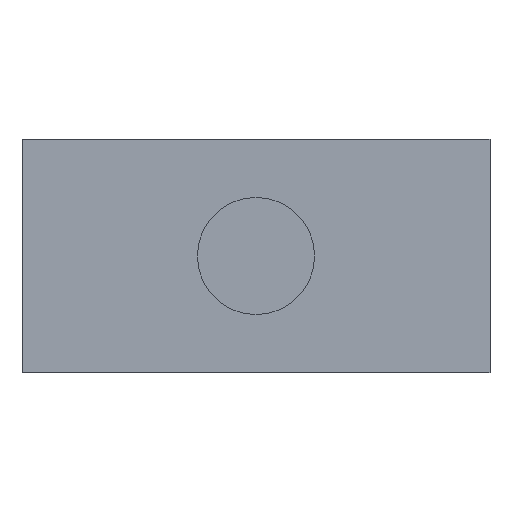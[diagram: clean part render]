
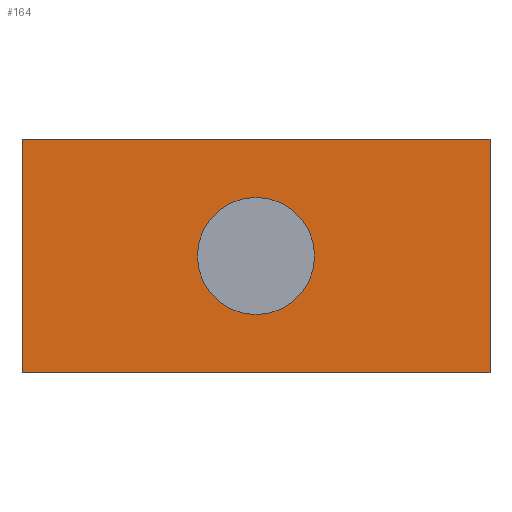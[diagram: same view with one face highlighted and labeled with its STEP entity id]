
A CAD part, front view. The second image highlights one B-rep face of the part: STEP entity #164.
In plain terms, the highlighted planar face has unit normal (0, -1, 0).
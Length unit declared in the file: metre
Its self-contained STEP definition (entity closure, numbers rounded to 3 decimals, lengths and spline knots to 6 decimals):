
#16 = CIRCLE ( 'NONE', #282, 0.005 ) ;
#21 = AXIS2_PLACEMENT_3D ( 'NONE', #48, #276, #69 ) ;
#34 = EDGE_LOOP ( 'NONE', ( #265, #238 ) ) ;
#41 = CARTESIAN_POINT ( 'NONE',  ( 0., -0.16, 0.005 ) ) ;
#47 = VECTOR ( 'NONE', #314, 1. ) ;
#48 = CARTESIAN_POINT ( 'NONE',  ( -0.02, -0.16, 0.02 ) ) ;
#50 = FACE_OUTER_BOUND ( 'NONE', #247, .T. ) ;
#55 = VECTOR ( 'NONE', #92, 1. ) ;
#56 = CARTESIAN_POINT ( 'NONE',  ( -0.02, -0.16, 0. ) ) ;
#62 = DIRECTION ( 'NONE',  ( 0., -1., 0. ) ) ;
#69 = DIRECTION ( 'NONE',  ( 0., 0., 1. ) ) ;
#71 = EDGE_CURVE ( 'NONE', #154, #125, #16, .T. ) ;
#87 = CARTESIAN_POINT ( 'NONE',  ( -0.02, -0.16, 0.02 ) ) ;
#92 = DIRECTION ( 'NONE',  ( 1., 0., 0. ) ) ;
#95 = EDGE_CURVE ( 'NONE', #389, #126, #180, .T. ) ;
#102 = EDGE_CURVE ( 'NONE', #369, #389, #236, .T. ) ;
#110 = EDGE_CURVE ( 'NONE', #125, #154, #255, .T. ) ;
#116 = CARTESIAN_POINT ( 'NONE',  ( -0.02, -0.16, 0.02 ) ) ;
#120 = DIRECTION ( 'NONE',  ( 0., 0., -1. ) ) ;
#124 = VECTOR ( 'NONE', #120, 1. ) ;
#125 = VERTEX_POINT ( 'NONE', #253 ) ;
#126 = VERTEX_POINT ( 'NONE', #190 ) ;
#153 = DIRECTION ( 'NONE',  ( 0., 0., -1. ) ) ;
#154 = VERTEX_POINT ( 'NONE', #41 ) ;
#156 = ORIENTED_EDGE ( 'NONE', *, *, #95, .F. ) ;
#161 = FACE_BOUND ( 'NONE', #34, .T. ) ;
#164 = ADVANCED_FACE ( 'NONE', ( #161, #50 ), #198, .F. ) ;
#180 = LINE ( 'NONE', #292, #124 ) ;
#182 = DIRECTION ( 'NONE',  ( 0., 0., -1. ) ) ;
#184 = CARTESIAN_POINT ( 'NONE',  ( 0., -0.16, 0.01 ) ) ;
#190 = CARTESIAN_POINT ( 'NONE',  ( 0.02, -0.16, 0. ) ) ;
#198 = PLANE ( 'NONE',  #21 ) ;
#209 = ORIENTED_EDGE ( 'NONE', *, *, #231, .T. ) ;
#231 = EDGE_CURVE ( 'NONE', #369, #343, #355, .T. ) ;
#233 = CARTESIAN_POINT ( 'NONE',  ( 0.02, -0.16, 0.02 ) ) ;
#236 = LINE ( 'NONE', #358, #55 ) ;
#238 = ORIENTED_EDGE ( 'NONE', *, *, #71, .F. ) ;
#247 = EDGE_LOOP ( 'NONE', ( #264, #156, #337, #209 ) ) ;
#253 = CARTESIAN_POINT ( 'NONE',  ( 0., -0.16, 0.015 ) ) ;
#255 = CIRCLE ( 'NONE', #271, 0.005 ) ;
#258 = CARTESIAN_POINT ( 'NONE',  ( -0.02, -0.16, 0. ) ) ;
#261 = LINE ( 'NONE', #258, #379 ) ;
#264 = ORIENTED_EDGE ( 'NONE', *, *, #371, .T. ) ;
#265 = ORIENTED_EDGE ( 'NONE', *, *, #110, .F. ) ;
#271 = AXIS2_PLACEMENT_3D ( 'NONE', #332, #62, #182 ) ;
#276 = DIRECTION ( 'NONE',  ( 0., 1., 0. ) ) ;
#282 = AXIS2_PLACEMENT_3D ( 'NONE', #184, #295, #153 ) ;
#292 = CARTESIAN_POINT ( 'NONE',  ( 0.02, -0.16, 0.02 ) ) ;
#295 = DIRECTION ( 'NONE',  ( 0., -1., 0. ) ) ;
#314 = DIRECTION ( 'NONE',  ( 0., 0., -1. ) ) ;
#332 = CARTESIAN_POINT ( 'NONE',  ( 0., -0.16, 0.01 ) ) ;
#337 = ORIENTED_EDGE ( 'NONE', *, *, #102, .F. ) ;
#343 = VERTEX_POINT ( 'NONE', #56 ) ;
#354 = DIRECTION ( 'NONE',  ( 1., 0., 0. ) ) ;
#355 = LINE ( 'NONE', #116, #47 ) ;
#358 = CARTESIAN_POINT ( 'NONE',  ( -0.02, -0.16, 0.02 ) ) ;
#369 = VERTEX_POINT ( 'NONE', #87 ) ;
#371 = EDGE_CURVE ( 'NONE', #343, #126, #261, .T. ) ;
#379 = VECTOR ( 'NONE', #354, 1. ) ;
#389 = VERTEX_POINT ( 'NONE', #233 ) ;
